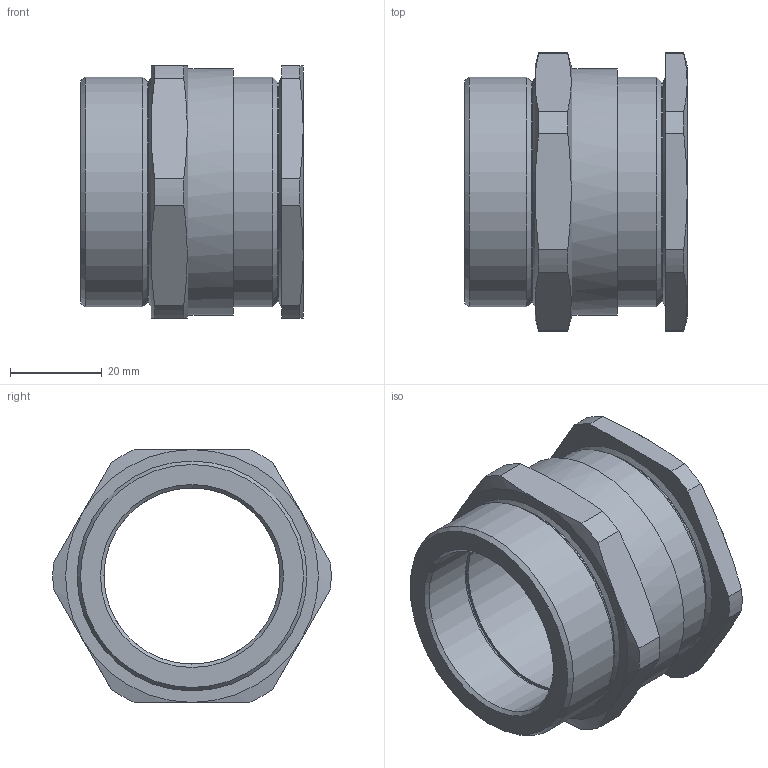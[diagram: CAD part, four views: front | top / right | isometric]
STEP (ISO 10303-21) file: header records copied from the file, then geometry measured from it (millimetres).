
FILE_DESCRIPTION (( 'STEP AP203' ), '1' );
FILE_NAME ('50SA21RA.STEP', '2016-04-25T15:16:34', ( 'bel-it' ), ( '' ), 'SwSTEP 2.0', 'SolidWorks 2014', '' );
FILE_SCHEMA (( 'CONFIG_CONTROL_DESIGN' ));
Length unit declared in the file: millimetre
Products named in the file (1): 50SA21RA
Bounding box: 48.37 x 60.47 x 55 mm (x, y, z)
Surface area: 20568.2 mm2 (no closed solid volume)
Topology: 0 solids, 4 shells, 62 faces, 302 edges, 248 vertices
Faces by surface type: cone 21, cylinder 20, plane 20, torus 1
Full cylindrical faces by diameter (mm): 38.3 x1, 38.4 x1, 44.7 x1, 47.718 x1, 47.971 x1, 50 x2, 53.7 x1
Entity records: 4466 total; most frequent: CARTESIAN_POINT 2269, ORIENTED_EDGE 398, DIRECTION 348, EDGE_CURVE 282, VERTEX_POINT 246, AXIS2_PLACEMENT_3D 127, B_SPLINE_CURVE_WITH_KNOTS 124, EDGE_LOOP 106
